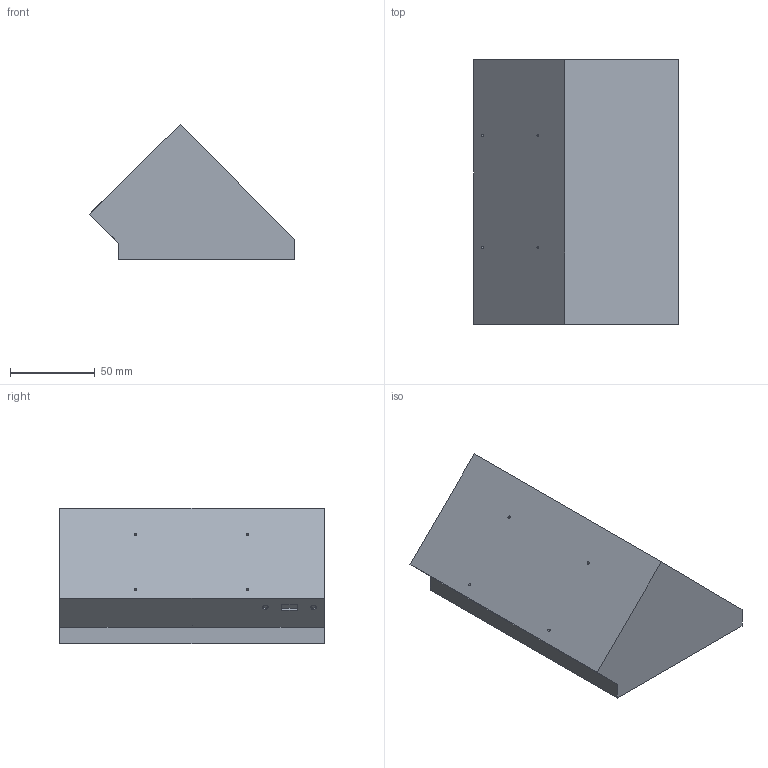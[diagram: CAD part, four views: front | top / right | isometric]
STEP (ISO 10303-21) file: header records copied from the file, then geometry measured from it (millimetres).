
FILE_DESCRIPTION(/* description */ (''),/* implementation_level */ '2;1');
FILE_NAME(/* name */ 'screenholder2.step',/* time_stamp */ '2025-09-18T16:25:15+01:00',/* author */ (''),/* organization */ (''),/* preprocessor_version */ 'ST-DEVELOPER v20.1',/* originating_system */ 'Autodesk Translation Framework v14.17.0.0',/* authorisation */ '');
FILE_SCHEMA (('AUTOMOTIVE_DESIGN { 1 0 10303 214 3 1 1 }'));
Length unit declared in the file: millimetre
Products named in the file (1): screenholder2
Bounding box: 120.9 x 156 x 80.01 mm (x, y, z)
Volume: 94360 mm3; surface area: 88505.6 mm2
Topology: 2 solids, 3 shells, 80 faces, 205 edges, 132 vertices
Faces by surface type: plane 60, cylinder 16, torus 4
Full cylindrical faces by diameter (mm): 1.5 x4, 3.4 x2, 16 x1
Entity records: 2577 total; most frequent: CARTESIAN_POINT 550, ORIENTED_EDGE 410, DIRECTION 389, EDGE_CURVE 205, LINE 159, VECTOR 159, VERTEX_POINT 132, AXIS2_PLACEMENT_3D 115
